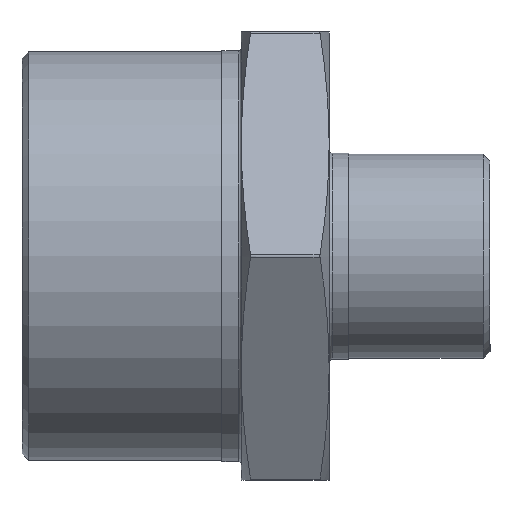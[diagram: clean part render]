
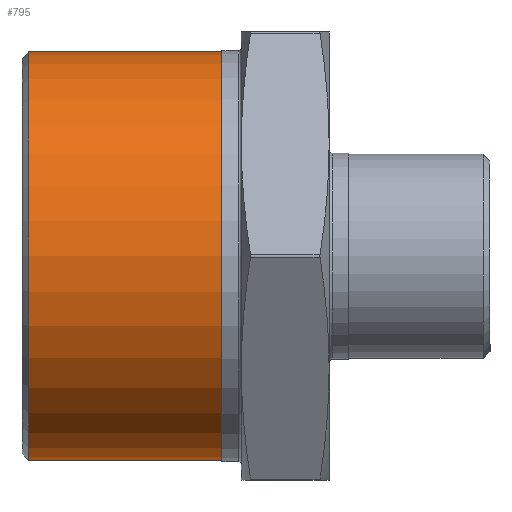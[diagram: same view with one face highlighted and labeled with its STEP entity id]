
A CAD part, front view. The second image highlights one B-rep face of the part: STEP entity #795.
In plain terms, the highlighted cylindrical face has radius 20.955 mm (diameter 41.91 mm), a full revolution.
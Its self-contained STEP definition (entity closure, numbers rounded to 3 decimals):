
#795 = ADVANCED_FACE ( 'NONE', ( #1242, #1203 ), #1275, .T. ) ;
#1203 = FACE_OUTER_BOUND ( 'NONE', #6422, .T. ) ;
#1242 = FACE_OUTER_BOUND ( 'NONE', #6408, .T. ) ;
#1243 = DIRECTION ( 'NONE',  ( -1., 0., 0. ) ) ;
#1274 = DIRECTION ( 'NONE',  ( 0., 0., 1. ) ) ;
#1275 = CYLINDRICAL_SURFACE ( 'NONE', #4794, 20.955 ) ;
#1288 = CARTESIAN_POINT ( 'NONE',  ( 0., 0., 0. ) ) ;
#4794 = AXIS2_PLACEMENT_3D ( 'NONE', #1288, #1243, #1274 ) ;
#4946 = AXIS2_PLACEMENT_3D ( 'NONE', #7746, #7747, #7782 ) ;
#4948 = AXIS2_PLACEMENT_3D ( 'NONE', #7737, #7743, #7739 ) ;
#4956 = CIRCLE ( 'NONE', #4948, 20.955 ) ;
#4957 = CIRCLE ( 'NONE', #4946, 20.955 ) ;
#6408 = EDGE_LOOP ( 'NONE', ( #9011 ) ) ;
#6422 = EDGE_LOOP ( 'NONE', ( #8949 ) ) ;
#7737 = CARTESIAN_POINT ( 'NONE',  ( -6.5, 0., 0. ) ) ;
#7739 = DIRECTION ( 'NONE',  ( 0., 0., 1. ) ) ;
#7743 = DIRECTION ( 'NONE',  ( -1., 0., 0. ) ) ;
#7746 = CARTESIAN_POINT ( 'NONE',  ( -26.3, 0., 0. ) ) ;
#7747 = DIRECTION ( 'NONE',  ( -1., 0., 0. ) ) ;
#7782 = DIRECTION ( 'NONE',  ( 0., 0., 1. ) ) ;
#8369 = EDGE_CURVE ( 'NONE', #10455, #10455, #4956, .T. ) ;
#8371 = EDGE_CURVE ( 'NONE', #10473, #10473, #4957, .T. ) ;
#8949 = ORIENTED_EDGE ( 'NONE', *, *, #8371, .F. ) ;
#9011 = ORIENTED_EDGE ( 'NONE', *, *, #8369, .T. ) ;
#10448 = CARTESIAN_POINT ( 'NONE',  ( -6.5, 0., 20.955 ) ) ;
#10455 = VERTEX_POINT ( 'NONE', #10448 ) ;
#10464 = CARTESIAN_POINT ( 'NONE',  ( -26.3, 0., 20.955 ) ) ;
#10473 = VERTEX_POINT ( 'NONE', #10464 ) ;
